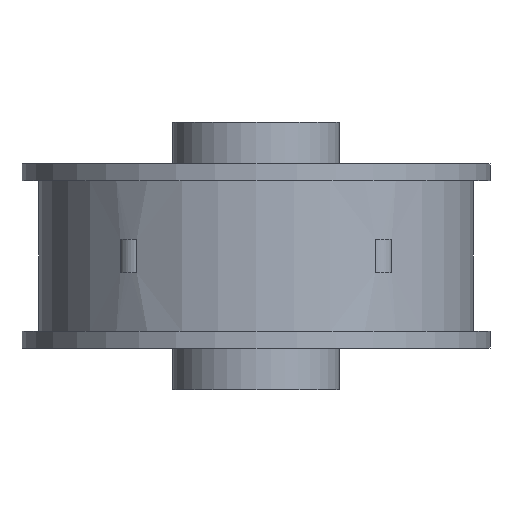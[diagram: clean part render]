
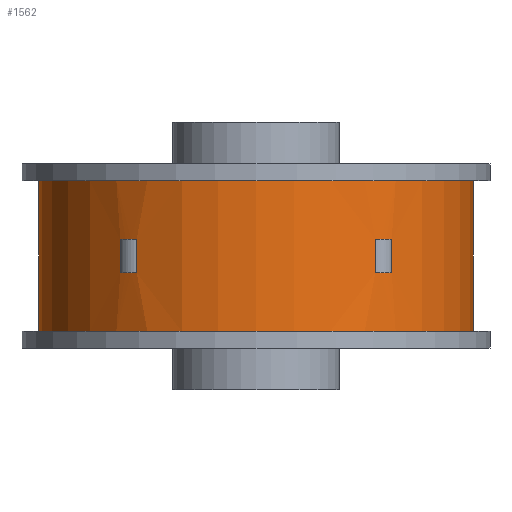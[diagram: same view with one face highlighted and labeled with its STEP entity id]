
A CAD part, front view. The second image highlights one B-rep face of the part: STEP entity #1562.
In plain terms, the highlighted cylindrical face has radius 25.971 mm (diameter 51.942 mm), a partial arc.
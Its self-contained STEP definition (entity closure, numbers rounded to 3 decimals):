
#2 = CIRCLE ( 'NONE', #1388, 25.971 ) ;
#43 = LINE ( 'NONE', #54, #1837 ) ;
#51 = VERTEX_POINT ( 'NONE', #2154 ) ;
#54 = CARTESIAN_POINT ( 'NONE',  ( 25.971, 0., 10. ) ) ;
#55 = FACE_BOUND ( 'NONE', #1959, .T. ) ;
#75 = CARTESIAN_POINT ( 'NONE',  ( 0., 0., 2. ) ) ;
#141 = LINE ( 'NONE', #584, #345 ) ;
#145 = VERTEX_POINT ( 'NONE', #1955 ) ;
#174 = VECTOR ( 'NONE', #2207, 1000. ) ;
#185 = ORIENTED_EDGE ( 'NONE', *, *, #1724, .F. ) ;
#235 = DIRECTION ( 'NONE',  ( 1., 0., 0. ) ) ;
#241 = DIRECTION ( 'NONE',  ( 1., 0., 0. ) ) ;
#268 = VERTEX_POINT ( 'NONE', #1555 ) ;
#273 = CARTESIAN_POINT ( 'NONE',  ( 0., 0., 10. ) ) ;
#277 = DIRECTION ( 'NONE',  ( 0., 0., -1. ) ) ;
#321 = DIRECTION ( 'NONE',  ( 1., 0., 0. ) ) ;
#345 = VECTOR ( 'NONE', #1773, 1000. ) ;
#355 = AXIS2_PLACEMENT_3D ( 'NONE', #1821, #2025, #235 ) ;
#370 = EDGE_CURVE ( 'NONE', #387, #145, #1667, .T. ) ;
#382 = AXIS2_PLACEMENT_3D ( 'NONE', #774, #1405, #1577 ) ;
#385 = VECTOR ( 'NONE', #2394, 1000. ) ;
#387 = VERTEX_POINT ( 'NONE', #2408 ) ;
#393 = AXIS2_PLACEMENT_3D ( 'NONE', #75, #1495, #899 ) ;
#424 = CYLINDRICAL_SURFACE ( 'NONE', #1585, 25.971 ) ;
#475 = ORIENTED_EDGE ( 'NONE', *, *, #978, .F. ) ;
#491 = ORIENTED_EDGE ( 'NONE', *, *, #1114, .F. ) ;
#574 = EDGE_CURVE ( 'NONE', #1449, #783, #2486, .T. ) ;
#584 = CARTESIAN_POINT ( 'NONE',  ( -16.23, -20.275, 0. ) ) ;
#601 = CARTESIAN_POINT ( 'NONE',  ( 14.267, -21.701, 0. ) ) ;
#646 = EDGE_CURVE ( 'NONE', #2493, #2223, #835, .T. ) ;
#651 = CARTESIAN_POINT ( 'NONE',  ( -25.971, 0., -9. ) ) ;
#660 = ORIENTED_EDGE ( 'NONE', *, *, #993, .T. ) ;
#661 = EDGE_CURVE ( 'NONE', #51, #696, #1518, .T. ) ;
#663 = CARTESIAN_POINT ( 'NONE',  ( 16.23, -20.275, 2. ) ) ;
#683 = CARTESIAN_POINT ( 'NONE',  ( -16.23, -20.275, -2. ) ) ;
#695 = CARTESIAN_POINT ( 'NONE',  ( 0., 0., -2. ) ) ;
#696 = VERTEX_POINT ( 'NONE', #1464 ) ;
#703 = CARTESIAN_POINT ( 'NONE',  ( 14.267, -21.701, 2. ) ) ;
#709 = VERTEX_POINT ( 'NONE', #663 ) ;
#740 = CARTESIAN_POINT ( 'NONE',  ( 25.971, 0., -9. ) ) ;
#774 = CARTESIAN_POINT ( 'NONE',  ( 0., 0., 9. ) ) ;
#783 = VERTEX_POINT ( 'NONE', #740 ) ;
#805 = CARTESIAN_POINT ( 'NONE',  ( -25.971, 0., 9. ) ) ;
#831 = CARTESIAN_POINT ( 'NONE',  ( -14.267, -21.701, 0. ) ) ;
#835 = CIRCLE ( 'NONE', #1182, 25.971 ) ;
#844 = EDGE_LOOP ( 'NONE', ( #491, #1633, #2139, #475 ) ) ;
#848 = DIRECTION ( 'NONE',  ( 0., 0., 1. ) ) ;
#849 = EDGE_CURVE ( 'NONE', #1449, #2481, #1747, .T. ) ;
#899 = DIRECTION ( 'NONE',  ( 1., 0., 0. ) ) ;
#915 = AXIS2_PLACEMENT_3D ( 'NONE', #2380, #1787, #241 ) ;
#978 = EDGE_CURVE ( 'NONE', #709, #1236, #2, .T. ) ;
#993 = EDGE_CURVE ( 'NONE', #783, #268, #43, .T. ) ;
#1011 = ORIENTED_EDGE ( 'NONE', *, *, #574, .T. ) ;
#1071 = FACE_BOUND ( 'NONE', #844, .T. ) ;
#1095 = CIRCLE ( 'NONE', #382, 25.971 ) ;
#1114 = EDGE_CURVE ( 'NONE', #387, #709, #2287, .T. ) ;
#1182 = AXIS2_PLACEMENT_3D ( 'NONE', #695, #277, #321 ) ;
#1187 = ORIENTED_EDGE ( 'NONE', *, *, #661, .F. ) ;
#1220 = CARTESIAN_POINT ( 'NONE',  ( -14.267, -21.701, -2. ) ) ;
#1233 = LINE ( 'NONE', #601, #174 ) ;
#1236 = VERTEX_POINT ( 'NONE', #703 ) ;
#1246 = DIRECTION ( 'NONE',  ( 1., 0., 0. ) ) ;
#1288 = DIRECTION ( 'NONE',  ( 0., 0., 1. ) ) ;
#1330 = LINE ( 'NONE', #831, #385 ) ;
#1349 = CARTESIAN_POINT ( 'NONE',  ( -25.971, 0., 10. ) ) ;
#1388 = AXIS2_PLACEMENT_3D ( 'NONE', #1850, #2274, #1246 ) ;
#1405 = DIRECTION ( 'NONE',  ( 0., 0., 1. ) ) ;
#1435 = ORIENTED_EDGE ( 'NONE', *, *, #2529, .F. ) ;
#1449 = VERTEX_POINT ( 'NONE', #651 ) ;
#1464 = CARTESIAN_POINT ( 'NONE',  ( -16.23, -20.275, 2. ) ) ;
#1495 = DIRECTION ( 'NONE',  ( 0., 0., -1. ) ) ;
#1518 = CIRCLE ( 'NONE', #393, 25.971 ) ;
#1555 = CARTESIAN_POINT ( 'NONE',  ( 25.971, 0., 9. ) ) ;
#1562 = ADVANCED_FACE ( 'NONE', ( #2068, #1071, #55 ), #424, .T. ) ;
#1577 = DIRECTION ( 'NONE',  ( 1., 0., 0. ) ) ;
#1585 = AXIS2_PLACEMENT_3D ( 'NONE', #273, #848, #2233 ) ;
#1614 = ORIENTED_EDGE ( 'NONE', *, *, #849, .F. ) ;
#1633 = ORIENTED_EDGE ( 'NONE', *, *, #370, .T. ) ;
#1667 = CIRCLE ( 'NONE', #915, 25.971 ) ;
#1704 = EDGE_CURVE ( 'NONE', #696, #2223, #141, .T. ) ;
#1724 = EDGE_CURVE ( 'NONE', #2493, #51, #1330, .T. ) ;
#1747 = LINE ( 'NONE', #1349, #1893 ) ;
#1765 = ORIENTED_EDGE ( 'NONE', *, *, #646, .T. ) ;
#1773 = DIRECTION ( 'NONE',  ( 0., 0., -1. ) ) ;
#1775 = EDGE_CURVE ( 'NONE', #1236, #145, #1233, .T. ) ;
#1787 = DIRECTION ( 'NONE',  ( 0., 0., -1. ) ) ;
#1789 = DIRECTION ( 'NONE',  ( 0., 0., 1. ) ) ;
#1821 = CARTESIAN_POINT ( 'NONE',  ( 0., 0., -9. ) ) ;
#1837 = VECTOR ( 'NONE', #1789, 1000. ) ;
#1850 = CARTESIAN_POINT ( 'NONE',  ( 0., 0., 2. ) ) ;
#1893 = VECTOR ( 'NONE', #2568, 1000. ) ;
#1895 = CARTESIAN_POINT ( 'NONE',  ( 16.23, -20.275, 0. ) ) ;
#1955 = CARTESIAN_POINT ( 'NONE',  ( 14.267, -21.701, -2. ) ) ;
#1959 = EDGE_LOOP ( 'NONE', ( #185, #1765, #2448, #1187 ) ) ;
#2025 = DIRECTION ( 'NONE',  ( 0., 0., 1. ) ) ;
#2068 = FACE_OUTER_BOUND ( 'NONE', #2417, .T. ) ;
#2139 = ORIENTED_EDGE ( 'NONE', *, *, #1775, .F. ) ;
#2154 = CARTESIAN_POINT ( 'NONE',  ( -14.267, -21.701, 2. ) ) ;
#2207 = DIRECTION ( 'NONE',  ( 0., 0., -1. ) ) ;
#2223 = VERTEX_POINT ( 'NONE', #683 ) ;
#2233 = DIRECTION ( 'NONE',  ( 1., 0., 0. ) ) ;
#2274 = DIRECTION ( 'NONE',  ( 0., 0., -1. ) ) ;
#2287 = LINE ( 'NONE', #1895, #2578 ) ;
#2380 = CARTESIAN_POINT ( 'NONE',  ( 0., 0., -2. ) ) ;
#2394 = DIRECTION ( 'NONE',  ( 0., 0., 1. ) ) ;
#2408 = CARTESIAN_POINT ( 'NONE',  ( 16.23, -20.275, -2. ) ) ;
#2417 = EDGE_LOOP ( 'NONE', ( #1614, #1011, #660, #1435 ) ) ;
#2448 = ORIENTED_EDGE ( 'NONE', *, *, #1704, .F. ) ;
#2481 = VERTEX_POINT ( 'NONE', #805 ) ;
#2486 = CIRCLE ( 'NONE', #355, 25.971 ) ;
#2493 = VERTEX_POINT ( 'NONE', #1220 ) ;
#2529 = EDGE_CURVE ( 'NONE', #2481, #268, #1095, .T. ) ;
#2568 = DIRECTION ( 'NONE',  ( 0., 0., 1. ) ) ;
#2578 = VECTOR ( 'NONE', #1288, 1000. ) ;
